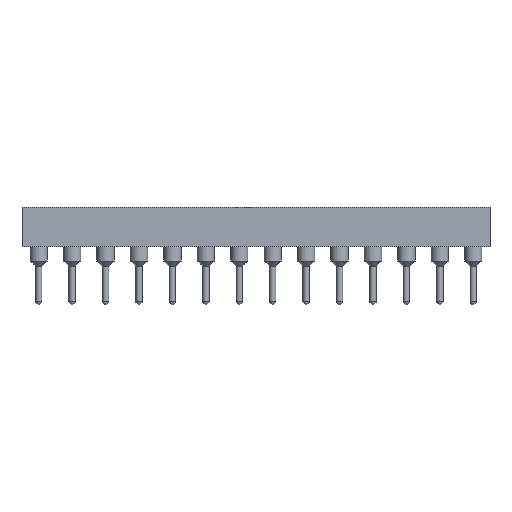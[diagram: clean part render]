
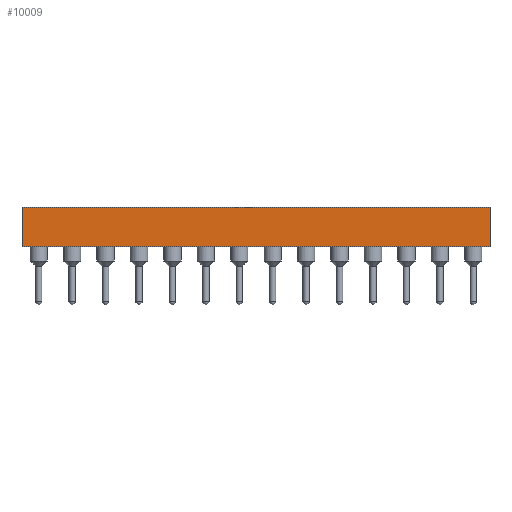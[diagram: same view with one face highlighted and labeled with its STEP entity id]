
A CAD part, front view. The second image highlights one B-rep face of the part: STEP entity #10009.
In plain terms, the highlighted planar face has unit normal (0, -1, 0).
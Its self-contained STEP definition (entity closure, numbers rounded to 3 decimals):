
#10009=ADVANCED_FACE('',(#18839),#18841,.T.);
#18839=FACE_BOUND('',#18840,.T.);
#18840=EDGE_LOOP('',(#23675,#23676,#23677,#23678));
#18841=PLANE('',#18842);
#18842=AXIS2_PLACEMENT_3D('',#18843,#18844,#18845);
#18843=CARTESIAN_POINT('',(1.27,-1.27,1.5));
#18844=DIRECTION('',(0.,-1.,0.));
#18845=DIRECTION('',(0.,0.,1.));
#23675=ORIENTED_EDGE('',*,*,#25920,.F.);
#23676=ORIENTED_EDGE('',*,*,#25851,.F.);
#23677=ORIENTED_EDGE('',*,*,#25919,.T.);
#23678=ORIENTED_EDGE('',*,*,#25921,.T.);
#25851=EDGE_CURVE('',#29210,#29212,#29213,.T.);
#25919=EDGE_CURVE('',#29210,#29336,#29338,.T.);
#25920=EDGE_CURVE('',#29212,#29339,#29340,.T.);
#25921=EDGE_CURVE('',#29336,#29339,#29341,.T.);
#29210=VERTEX_POINT('',#41650);
#29212=VERTEX_POINT('',#41654);
#29213=LINE('',#41655,#41656);
#29336=VERTEX_POINT('',#41941);
#29338=LINE('',#41945,#41946);
#29339=VERTEX_POINT('',#41948);
#29340=LINE('',#41949,#41950);
#29341=LINE('',#41952,#41953);
#41650=CARTESIAN_POINT('',(34.29,-1.27,1.5));
#41654=CARTESIAN_POINT('',(-1.27,-1.27,1.5));
#41655=CARTESIAN_POINT('',(34.29,-1.27,1.5));
#41656=VECTOR('',#41657,1.);
#41657=DIRECTION('',(-1.,0.,0.));
#41941=CARTESIAN_POINT('',(34.29,-1.27,4.5));
#41945=CARTESIAN_POINT('',(34.29,-1.27,1.5));
#41946=VECTOR('',#41947,1.);
#41947=DIRECTION('',(0.,0.,1.));
#41948=CARTESIAN_POINT('',(-1.27,-1.27,4.5));
#41949=CARTESIAN_POINT('',(-1.27,-1.27,1.5));
#41950=VECTOR('',#41951,1.);
#41951=DIRECTION('',(0.,0.,1.));
#41952=CARTESIAN_POINT('',(34.29,-1.27,4.5));
#41953=VECTOR('',#41954,1.);
#41954=DIRECTION('',(-1.,0.,0.));
